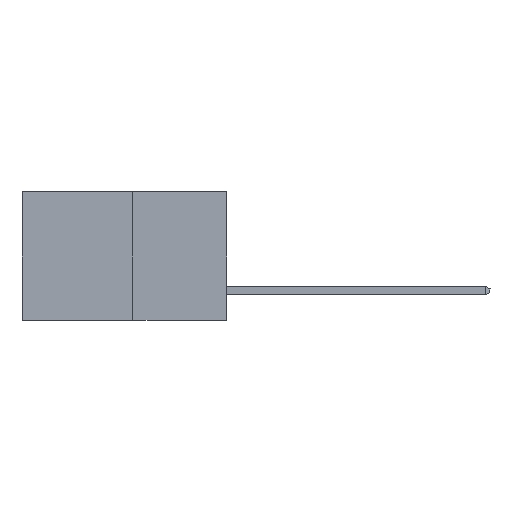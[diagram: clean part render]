
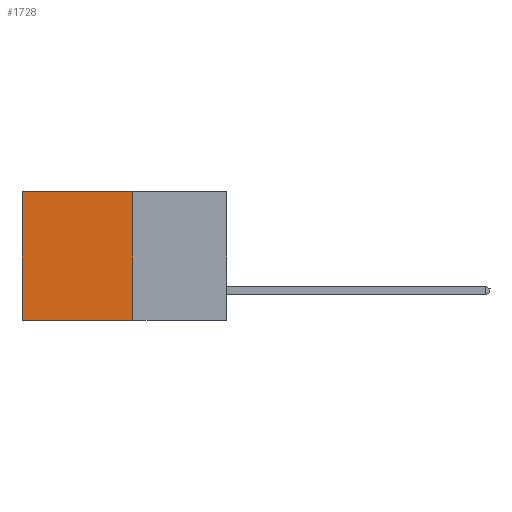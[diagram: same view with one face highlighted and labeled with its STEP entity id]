
A CAD part, left-side view. The second image highlights one B-rep face of the part: STEP entity #1728.
In plain terms, the highlighted planar face has unit normal (-1, 0, 0).
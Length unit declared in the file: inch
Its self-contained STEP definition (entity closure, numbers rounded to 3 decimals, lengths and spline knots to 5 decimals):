
#744 = VECTOR ( 'NONE', #11401, 39.37008 ) ;
#1728 = ADVANCED_FACE ( 'NONE', ( #11631 ), #4365, .F. ) ;
#1764 = ORIENTED_EDGE ( 'NONE', *, *, #7799, .F. ) ;
#2404 = VERTEX_POINT ( 'NONE', #10500 ) ;
#2424 = EDGE_CURVE ( 'NONE', #3734, #2404, #6932, .T. ) ;
#2746 = ORIENTED_EDGE ( 'NONE', *, *, #7933, .F. ) ;
#3275 = CARTESIAN_POINT ( 'NONE',  ( 0.277, 0.27, -0.37 ) ) ;
#3734 = VERTEX_POINT ( 'NONE', #10657 ) ;
#3933 = VECTOR ( 'NONE', #10675, 39.37008 ) ;
#4329 = ORIENTED_EDGE ( 'NONE', *, *, #5502, .T. ) ;
#4365 = PLANE ( 'NONE',  #13042 ) ;
#5502 = EDGE_CURVE ( 'NONE', #10231, #3734, #7552, .T. ) ;
#6932 = LINE ( 'NONE', #11564, #744 ) ;
#7000 = LINE ( 'NONE', #10739, #3933 ) ;
#7313 = DIRECTION ( 'NONE',  ( 1., 0., 0. ) ) ;
#7552 = LINE ( 'NONE', #11352, #13311 ) ;
#7799 = EDGE_CURVE ( 'NONE', #10231, #8781, #9160, .T. ) ;
#7933 = EDGE_CURVE ( 'NONE', #8781, #2404, #7000, .T. ) ;
#7964 = DIRECTION ( 'NONE',  ( 0., 0., -1. ) ) ;
#8595 = CARTESIAN_POINT ( 'NONE',  ( 0.277, 0.27, 0. ) ) ;
#8781 = VERTEX_POINT ( 'NONE', #3275 ) ;
#8966 = CARTESIAN_POINT ( 'NONE',  ( 0.277, 0.27, -0.37 ) ) ;
#9106 = DIRECTION ( 'NONE',  ( 0., 0., -1. ) ) ;
#9160 = LINE ( 'NONE', #8966, #11876 ) ;
#10231 = VERTEX_POINT ( 'NONE', #8595 ) ;
#10500 = CARTESIAN_POINT ( 'NONE',  ( 0.277, 0.59, -0.37 ) ) ;
#10657 = CARTESIAN_POINT ( 'NONE',  ( 0.277, 0.59, 0. ) ) ;
#10675 = DIRECTION ( 'NONE',  ( 0., 1., 0. ) ) ;
#10739 = CARTESIAN_POINT ( 'NONE',  ( 0.277, 0.27, -0.37 ) ) ;
#11301 = DIRECTION ( 'NONE',  ( 0., 1., 0. ) ) ;
#11352 = CARTESIAN_POINT ( 'NONE',  ( 0.277, 0.27, 0. ) ) ;
#11401 = DIRECTION ( 'NONE',  ( 0., 0., -1. ) ) ;
#11564 = CARTESIAN_POINT ( 'NONE',  ( 0.277, 0.59, -0.37 ) ) ;
#11631 = FACE_OUTER_BOUND ( 'NONE', #13857, .T. ) ;
#11876 = VECTOR ( 'NONE', #9106, 39.37008 ) ;
#13027 = ORIENTED_EDGE ( 'NONE', *, *, #2424, .T. ) ;
#13042 = AXIS2_PLACEMENT_3D ( 'NONE', #14204, #7313, #7964 ) ;
#13311 = VECTOR ( 'NONE', #11301, 39.37008 ) ;
#13857 = EDGE_LOOP ( 'NONE', ( #13027, #2746, #1764, #4329 ) ) ;
#14204 = CARTESIAN_POINT ( 'NONE',  ( 0.277, 0.27, -0.37 ) ) ;
